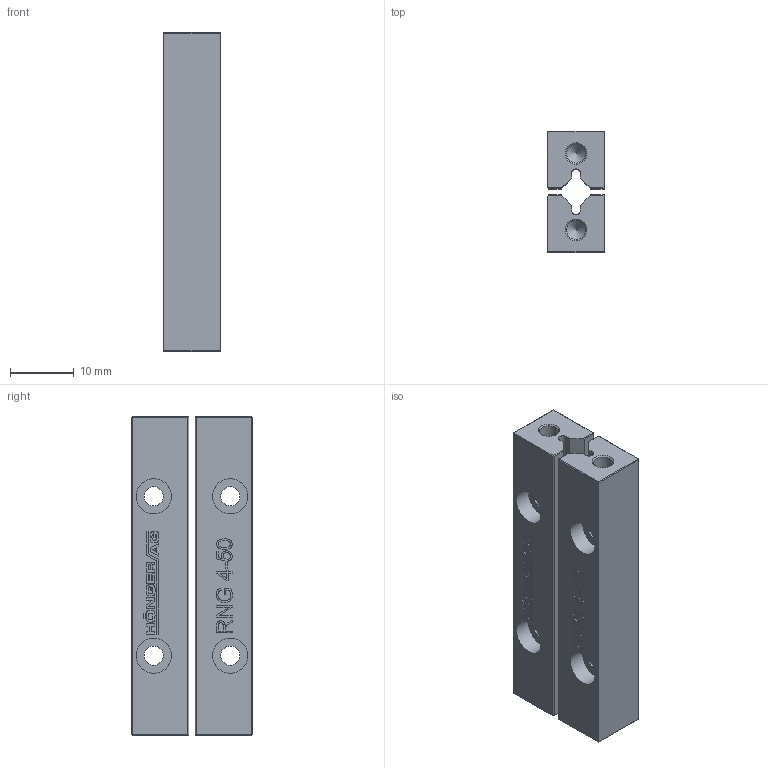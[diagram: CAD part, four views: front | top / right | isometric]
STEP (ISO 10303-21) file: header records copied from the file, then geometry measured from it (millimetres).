
FILE_DESCRIPTION(('FreeCAD Model'),'2;1');
FILE_NAME('RNG 4-50.step', '2020-08-08T14:52:52',('Author'),(''), 'Open CASCADE STEP processor 6.8','FreeCAD','Unknown');
FILE_SCHEMA(('AUTOMOTIVE_DESIGN_CC2 { 1 2 10303 214 -1 1 5 4 }'));
Length unit declared in the file: millimetre
Products named in the file (2): ASSEMBLY; Schienenpaar
Assembly tree (1 placements, depth 2):
  ASSEMBLY
    Schienenpaar
Bounding box: 9 x 19 x 50 mm (x, y, z)
Volume: 6791.9 mm3; surface area: 4864.2 mm2
Topology: 2 solids, 2 shells, 399 faces, 1045 edges, 678 vertices
Faces by surface type: extrusion 227, plane 146, cylinder 14, cone 12
Full cylindrical faces by diameter (mm): 3 x8, 5.5 x4
Entity records: 25801 total; most frequent: CARTESIAN_POINT 6353, DIRECTION 2790, VECTOR 2350, LINE 2123, ORIENTED_EDGE 2082, PCURVE 2082, DEFINITIONAL_REPRESENTATION 2082, B_SPLINE_CURVE_WITH_KNOTS 1167
